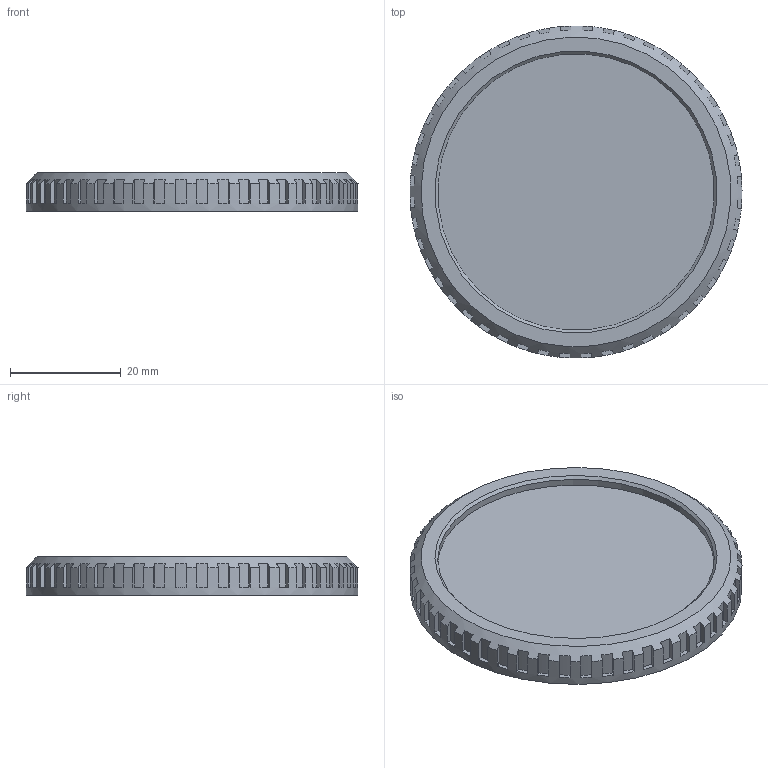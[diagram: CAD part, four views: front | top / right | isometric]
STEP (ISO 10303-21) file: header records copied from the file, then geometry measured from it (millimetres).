
FILE_DESCRIPTION(/* description */ (''),/* implementation_level */ '2;1');
FILE_NAME(/* name */ 'baseBodyCap_canonFD',/* time_stamp */ '2023-12-05T12:46:53-05:00',/* author */ ('George Moua'),/* organization */ ('Archive 663'),/* preprocessor_version */ 'ST-DEVELOPER v16.7',/* originating_system */ 'Solid Edge',/* authorisation */ 'Unknown');
FILE_SCHEMA (('AUTOMOTIVE_DESIGN {1 0 10303 214 3 1 1}'));
Length unit declared in the file: millimetre
Products named in the file (3): mountLensBase; mountLensBase_canonFD_oa_0; baseBodyCap_canonFD
Assembly tree (2 placements, depth 3):
  mountLensBase
    mountLensBase_canonFD_oa_0
      baseBodyCap_canonFD
Bounding box: 60 x 60 x 7 mm (x, y, z)
Volume: 7945.9 mm3; surface area: 9007.2 mm2
Topology: 1 solids, 1 shells, 228 faces, 669 edges, 447 vertices
Faces by surface type: plane 153, cylinder 69, bspline 3, cone 2, torus 1
Full cylindrical faces by diameter (mm): 47.9 x1, 50 x1, 60 x1
Entity records: 8597 total; most frequent: CARTESIAN_POINT 2525, ORIENTED_EDGE 1314, DIRECTION 1233, EDGE_CURVE 657, AXIS2_PLACEMENT_3D 459, VERTEX_POINT 441, LINE 315, VECTOR 315
